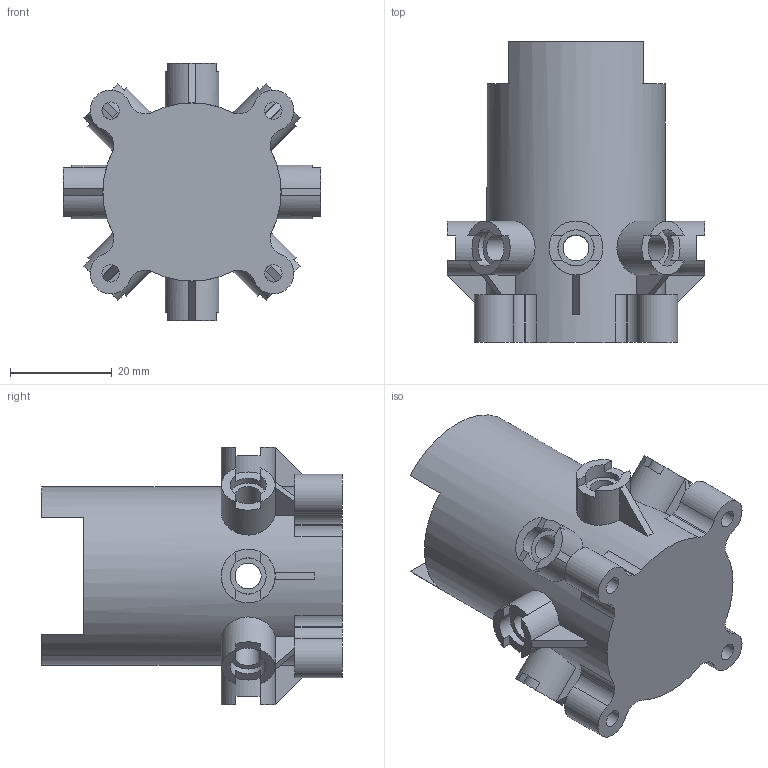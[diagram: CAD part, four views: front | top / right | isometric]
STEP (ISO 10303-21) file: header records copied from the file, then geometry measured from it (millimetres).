
FILE_DESCRIPTION(/* description */ (''),/* implementation_level */ '2;1');
FILE_NAME(/* name */ 'Holder_v5.step',/* time_stamp */ '2021-01-31T14:58:27-05:00',/* author */ (''),/* organization */ (''),/* preprocessor_version */ 'ST-DEVELOPER v18.1',/* originating_system */ 'Autodesk Translation Framework v9.7.1.1290',/* authorisation */ '');
FILE_SCHEMA (('AUTOMOTIVE_DESIGN { 1 0 10303 214 3 1 1 }'));
Length unit declared in the file: millimetre
Products named in the file (1): Holder_v5
Bounding box: 50.6 x 59.05 x 50.6 mm (x, y, z)
Volume: 24601.3 mm3; surface area: 18130.4 mm2
Topology: 5 solids, 5 shells, 197 faces, 547 edges, 364 vertices
Faces by surface type: plane 140, cylinder 57
Full cylindrical faces by diameter (mm): 3.4 x4, 5.1 x10, 7.112 x8, 10.6 x4, 28.448 x1
Entity records: 6984 total; most frequent: CARTESIAN_POINT 1741, ORIENTED_EDGE 1100, DIRECTION 1077, EDGE_CURVE 550, AXIS2_PLACEMENT_3D 371, VERTEX_POINT 367, LINE 335, VECTOR 335
